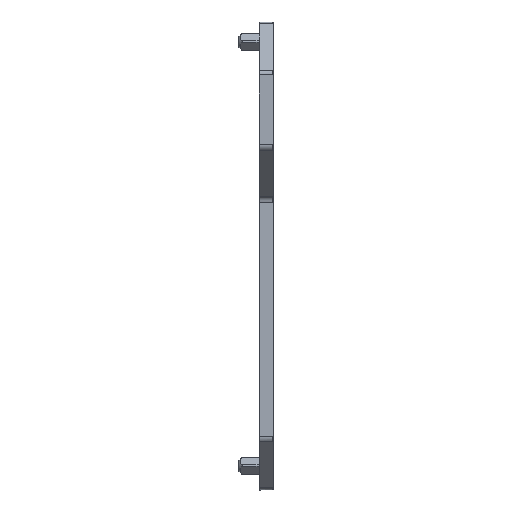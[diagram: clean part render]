
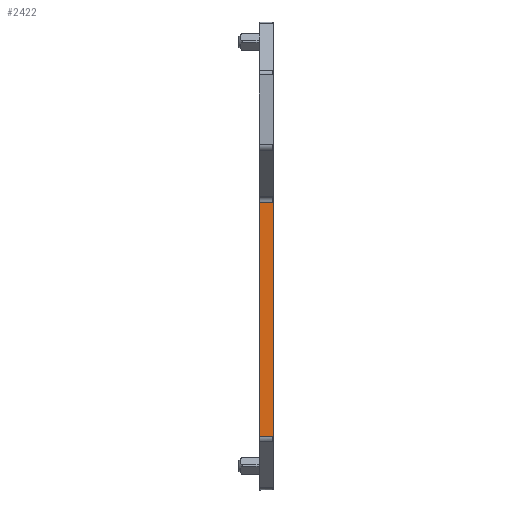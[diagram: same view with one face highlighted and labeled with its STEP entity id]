
A CAD part, top view. The second image highlights one B-rep face of the part: STEP entity #2422.
In plain terms, the highlighted planar face has unit normal (0, 0, 1).
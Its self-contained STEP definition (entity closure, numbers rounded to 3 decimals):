
#2407=AXIS2_PLACEMENT_3D('Plane Axis2P3D',#2404,#2405,#2406) ;
#550=CARTESIAN_POINT('Vertex',(5.05,42.747,32.35)) ;
#553=CARTESIAN_POINT('Line Origine',(5.075,42.747,32.35)) ;
#557=CARTESIAN_POINT('Vertex',(5.1,42.747,32.35)) ;
#585=CARTESIAN_POINT('Line Origine',(5.075,7.886,32.35)) ;
#589=CARTESIAN_POINT('Vertex',(5.05,7.886,32.35)) ;
#591=CARTESIAN_POINT('Vertex',(5.1,7.886,32.35)) ;
#1470=CARTESIAN_POINT('Vertex',(3.,7.886,32.35)) ;
#1473=CARTESIAN_POINT('Line Origine',(3.,25.317,32.35)) ;
#1477=CARTESIAN_POINT('Vertex',(3.,42.747,32.35)) ;
#1613=CARTESIAN_POINT('Line Origine',(6.,42.747,32.35)) ;
#1630=CARTESIAN_POINT('Line Origine',(6.,7.886,32.35)) ;
#2404=CARTESIAN_POINT('Axis2P3D Location',(3.,42.747,32.35)) ;
#2409=CARTESIAN_POINT('Line Origine',(5.1,25.317,32.35)) ;
#554=DIRECTION('Vector Direction',(1.,0.,0.)) ;
#586=DIRECTION('Vector Direction',(1.,0.,0.)) ;
#1474=DIRECTION('Vector Direction',(0.,-1.,0.)) ;
#1614=DIRECTION('Vector Direction',(1.,0.,0.)) ;
#1631=DIRECTION('Vector Direction',(1.,0.,0.)) ;
#2405=DIRECTION('Axis2P3D Direction',(0.,0.,1.)) ;
#2406=DIRECTION('Axis2P3D XDirection',(0.,-1.,0.)) ;
#2410=DIRECTION('Vector Direction',(0.,1.,0.)) ;
#555=VECTOR('Line Direction',#554,1.) ;
#587=VECTOR('Line Direction',#586,1.) ;
#1475=VECTOR('Line Direction',#1474,1.) ;
#1615=VECTOR('Line Direction',#1614,1.) ;
#1632=VECTOR('Line Direction',#1631,1.) ;
#2411=VECTOR('Line Direction',#2410,1.) ;
#2415=ORIENTED_EDGE('',*,*,#559,.F.) ;
#2416=ORIENTED_EDGE('',*,*,#1617,.F.) ;
#2417=ORIENTED_EDGE('',*,*,#1479,.T.) ;
#2418=ORIENTED_EDGE('',*,*,#1634,.T.) ;
#2419=ORIENTED_EDGE('',*,*,#593,.T.) ;
#2420=ORIENTED_EDGE('',*,*,#2413,.F.) ;
#2422=ADVANCED_FACE('ALEP_3C_4',(#2421),#2408,.T.) ;
#559=EDGE_CURVE('',#551,#558,#556,.T.) ;
#593=EDGE_CURVE('',#590,#592,#588,.T.) ;
#1479=EDGE_CURVE('',#1478,#1471,#1476,.T.) ;
#1617=EDGE_CURVE('',#1478,#551,#1616,.T.) ;
#1634=EDGE_CURVE('',#1471,#590,#1633,.T.) ;
#2413=EDGE_CURVE('',#558,#592,#2412,.F.) ;
#2414=EDGE_LOOP('',(#2415,#2416,#2417,#2418,#2419,#2420)) ;
#2421=FACE_OUTER_BOUND('',#2414,.T.) ;
#556=LINE('Line',#553,#555) ;
#588=LINE('Line',#585,#587) ;
#1476=LINE('Line',#1473,#1475) ;
#1616=LINE('Line',#1613,#1615) ;
#1633=LINE('Line',#1630,#1632) ;
#2412=LINE('Line',#2409,#2411) ;
#2408=PLANE('',#2407) ;
#551=VERTEX_POINT('',#550) ;
#558=VERTEX_POINT('',#557) ;
#590=VERTEX_POINT('',#589) ;
#592=VERTEX_POINT('',#591) ;
#1471=VERTEX_POINT('',#1470) ;
#1478=VERTEX_POINT('',#1477) ;
